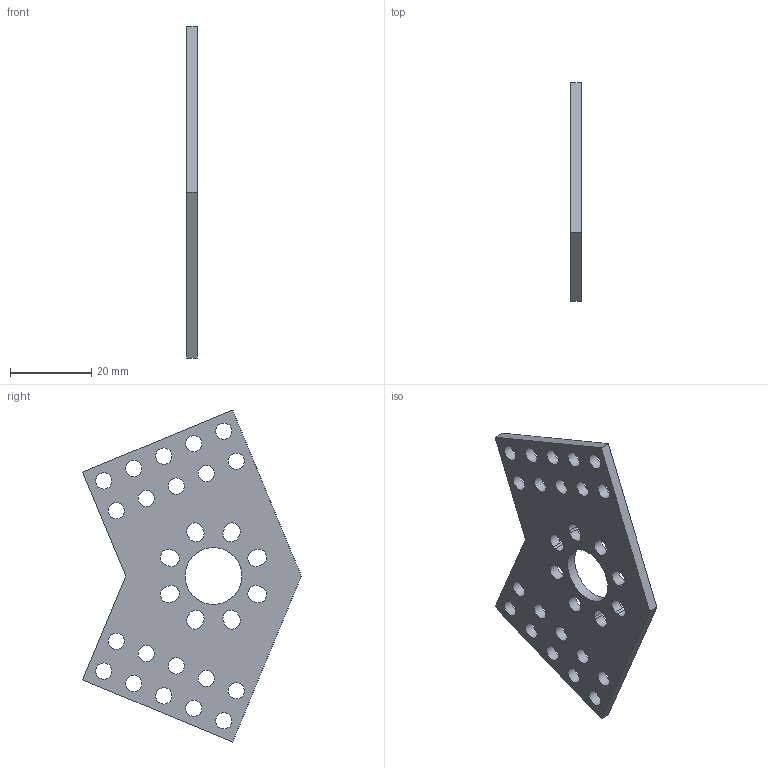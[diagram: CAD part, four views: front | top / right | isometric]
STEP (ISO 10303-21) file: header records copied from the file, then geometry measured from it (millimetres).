
FILE_DESCRIPTION( ( '' ), ' ' );
FILE_NAME( '5a2ac5b172ac810ef6302c93.step', '2017-12-08T17:02:41', ( '' ), ( '' ), ' ', ' ', ' ' );
FILE_SCHEMA( ( 'AUTOMOTIVE_DESIGN { 1 0 10303 214 1 1 1 1 }' ) );
Length unit declared in the file: metre
Products named in the file (1): 1108-0040-0003
Bounding box: 2.5 x 53.9 x 81.83 mm (x, y, z)
Volume: 5880.6 mm3; surface area: 6281.5 mm2
Topology: 1 solids, 1 shells, 61 faces, 177 edges, 118 vertices
Faces by surface type: cylinder 37, plane 24
Full cylindrical faces by diameter (mm): 4 x20, 14 x1
Entity records: 2560 total; most frequent: DIRECTION 354, CARTESIAN_POINT 336, ORIENTED_EDGE 312, EDGE_CURVE 156, EDGE_LOOP 140, AXIS2_PLACEMENT_3D 136, VERTEX_POINT 118, FACE_OUTER_BOUND 82
